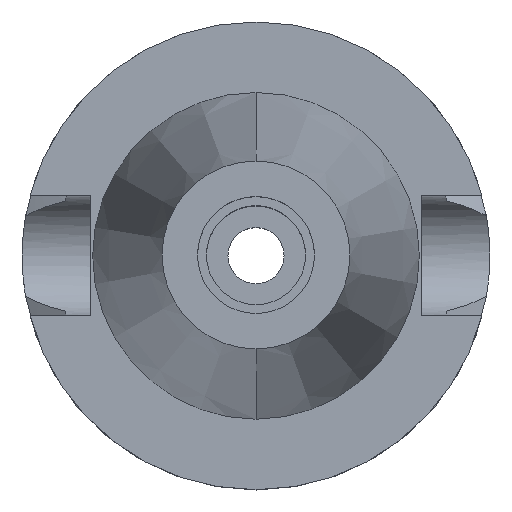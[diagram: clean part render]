
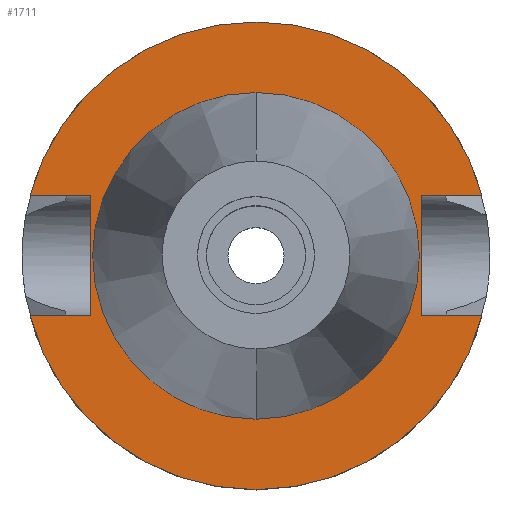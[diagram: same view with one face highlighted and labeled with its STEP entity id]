
A CAD part, top view. The second image highlights one B-rep face of the part: STEP entity #1711.
In plain terms, the highlighted planar face has unit normal (0, 0, 1).
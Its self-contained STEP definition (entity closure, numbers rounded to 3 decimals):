
#558=DIRECTION('',(-1.,0.,0.));
#559=VECTOR('',#558,12.921);
#560=CARTESIAN_POINT('',(-35.4,-12.85,-1.5));
#561=LINE('',#560,#559);
#605=DIRECTION('',(0.,1.,0.));
#606=VECTOR('',#605,25.7);
#607=CARTESIAN_POINT('',(-35.4,-12.85,-1.5));
#608=LINE('',#607,#606);
#612=DIRECTION('',(-1.,0.,0.));
#613=VECTOR('',#612,12.921);
#614=CARTESIAN_POINT('',(-35.4,12.85,-1.5));
#615=LINE('',#614,#613);
#619=CARTESIAN_POINT('',(0.,0.,-1.5));
#620=DIRECTION('',(0.,0.,-1.));
#621=DIRECTION('',(-0.966,0.257,0.));
#622=AXIS2_PLACEMENT_3D('',#619,#620,#621);
#627=CARTESIAN_POINT('',(0.,0.,-1.5));
#628=DIRECTION('',(0.,0.,-1.));
#629=DIRECTION('',(0.,1.,0.));
#630=AXIS2_PLACEMENT_3D('',#627,#628,#629);
#635=DIRECTION('',(0.,-1.,0.));
#636=VECTOR('',#635,25.7);
#637=CARTESIAN_POINT('',(35.4,12.85,-1.5));
#638=LINE('',#637,#636);
#642=DIRECTION('',(1.,0.,0.));
#643=VECTOR('',#642,12.921);
#644=CARTESIAN_POINT('',(35.4,-12.85,-1.5));
#645=LINE('',#644,#643);
#649=CARTESIAN_POINT('',(0.,0.,-1.5));
#650=DIRECTION('',(0.,0.,-1.));
#651=DIRECTION('',(0.966,-0.257,0.));
#652=AXIS2_PLACEMENT_3D('',#649,#650,#651);
#657=CARTESIAN_POINT('',(0.,0.,-1.5));
#658=DIRECTION('',(0.,0.,-1.));
#659=DIRECTION('',(0.,-1.,0.));
#660=AXIS2_PLACEMENT_3D('',#657,#658,#659);
#665=CARTESIAN_POINT('',(0.,0.,-1.5));
#666=DIRECTION('',(0.,0.,1.));
#667=DIRECTION('',(0.,1.,0.));
#668=AXIS2_PLACEMENT_3D('',#665,#666,#667);
#673=CARTESIAN_POINT('',(0.,0.,-1.5));
#674=DIRECTION('',(0.,0.,1.));
#675=DIRECTION('',(0.,-1.,0.));
#676=AXIS2_PLACEMENT_3D('',#673,#674,#675);
#898=DIRECTION('',(1.,0.,0.));
#899=VECTOR('',#898,12.921);
#900=CARTESIAN_POINT('',(35.4,12.85,-1.5));
#901=LINE('',#900,#899);
#1139=CARTESIAN_POINT('',(-35.4,-12.85,-1.5));
#1140=VERTEX_POINT('',#1139);
#1141=CARTESIAN_POINT('',(-48.321,-12.85,-1.5));
#1142=VERTEX_POINT('',#1141);
#1145=CARTESIAN_POINT('',(-35.4,12.85,-1.5));
#1146=VERTEX_POINT('',#1145);
#1147=CARTESIAN_POINT('',(-48.321,12.85,-1.5));
#1148=VERTEX_POINT('',#1147);
#1149=CARTESIAN_POINT('',(0.,50.,-1.5));
#1150=CARTESIAN_POINT('',(48.321,12.85,-1.5));
#1151=VERTEX_POINT('',#1149);
#1152=VERTEX_POINT('',#1150);
#1153=CARTESIAN_POINT('',(35.4,12.85,-1.5));
#1154=VERTEX_POINT('',#1153);
#1155=CARTESIAN_POINT('',(35.4,-12.85,-1.5));
#1156=VERTEX_POINT('',#1155);
#1157=CARTESIAN_POINT('',(48.321,-12.85,-1.5));
#1158=VERTEX_POINT('',#1157);
#1159=CARTESIAN_POINT('',(0.,-50.,-1.5));
#1160=VERTEX_POINT('',#1159);
#1161=CARTESIAN_POINT('',(0.,34.925,-1.5));
#1162=CARTESIAN_POINT('',(0.,-34.925,-1.5));
#1163=VERTEX_POINT('',#1161);
#1164=VERTEX_POINT('',#1162);
#1680=CARTESIAN_POINT('',(0.,0.,-1.5));
#1681=DIRECTION('',(0.,0.,-1.));
#1682=DIRECTION('',(0.,-1.,0.));
#1683=AXIS2_PLACEMENT_3D('',#1680,#1681,#1682);
#1684=PLANE('',#1683);
#1685=ORIENTED_EDGE('',*,*,#1670,.T.);
#1687=ORIENTED_EDGE('',*,*,#1686,.T.);
#1689=ORIENTED_EDGE('',*,*,#1688,.T.);
#1691=ORIENTED_EDGE('',*,*,#1690,.T.);
#1693=ORIENTED_EDGE('',*,*,#1692,.F.);
#1695=ORIENTED_EDGE('',*,*,#1694,.T.);
#1697=ORIENTED_EDGE('',*,*,#1696,.T.);
#1699=ORIENTED_EDGE('',*,*,#1698,.T.);
#1701=ORIENTED_EDGE('',*,*,#1700,.T.);
#1702=ORIENTED_EDGE('',*,*,#1656,.F.);
#1703=EDGE_LOOP('',(#1685,#1687,#1689,#1691,#1693,#1695,#1697,#1699,#1701,
#1702));
#1704=FACE_OUTER_BOUND('',#1703,.F.);
#1706=ORIENTED_EDGE('',*,*,#1705,.T.);
#1708=ORIENTED_EDGE('',*,*,#1707,.T.);
#1709=EDGE_LOOP('',(#1706,#1708));
#1710=FACE_BOUND('',#1709,.F.);
#623=CIRCLE('',#622,50.);
#631=CIRCLE('',#630,50.);
#653=CIRCLE('',#652,50.);
#661=CIRCLE('',#660,50.);
#669=CIRCLE('',#668,34.925);
#677=CIRCLE('',#676,34.925);
#1656=EDGE_CURVE('',#1140,#1142,#561,.T.);
#1670=EDGE_CURVE('',#1140,#1146,#608,.T.);
#1686=EDGE_CURVE('',#1146,#1148,#615,.T.);
#1688=EDGE_CURVE('',#1148,#1151,#623,.T.);
#1690=EDGE_CURVE('',#1151,#1152,#631,.T.);
#1692=EDGE_CURVE('',#1154,#1152,#901,.T.);
#1694=EDGE_CURVE('',#1154,#1156,#638,.T.);
#1696=EDGE_CURVE('',#1156,#1158,#645,.T.);
#1698=EDGE_CURVE('',#1158,#1160,#653,.T.);
#1700=EDGE_CURVE('',#1160,#1142,#661,.T.);
#1705=EDGE_CURVE('',#1163,#1164,#669,.T.);
#1707=EDGE_CURVE('',#1164,#1163,#677,.T.);
#1711=ADVANCED_FACE('',(#1704,#1710),#1684,.F.);
